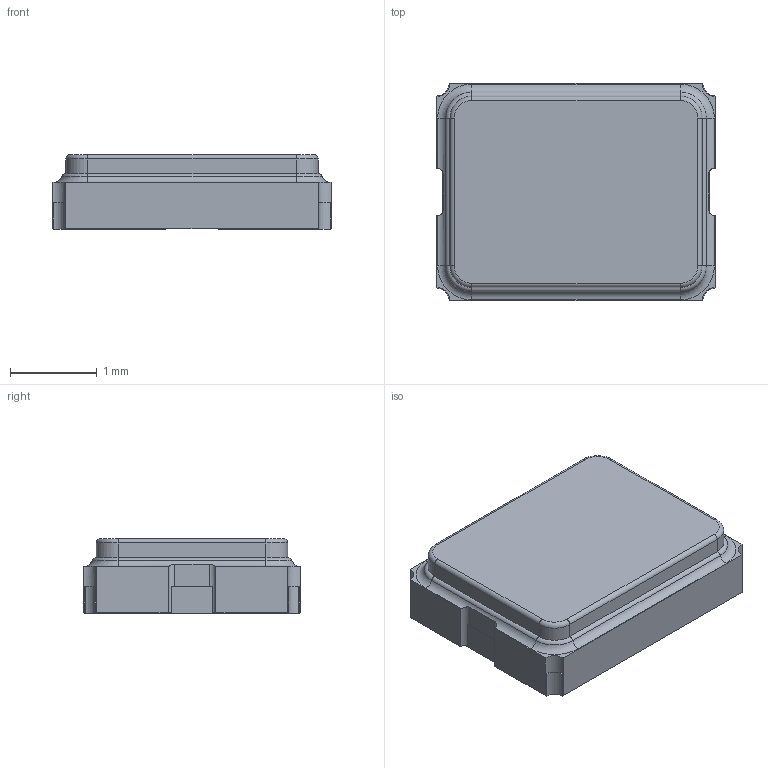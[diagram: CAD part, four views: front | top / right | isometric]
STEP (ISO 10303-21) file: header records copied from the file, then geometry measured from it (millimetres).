
FILE_DESCRIPTION (( 'STEP AP214' ), '1' );
FILE_NAME ('CRYSTAL-SMD_2P-L3.2-W2.5.STEP', '2022-01-11T03:24:18', ( '' ), ( '' ), 'SwSTEP 2.0', 'SolidWorks 2020', '' );
FILE_SCHEMA (( 'AUTOMOTIVE_DESIGN' ));
Length unit declared in the file: millimetre
Products named in the file (1): CRYSTAL-SMD_2P-L3.2-W2.5
Bounding box: 3.2 x 2.5 x 0.86 mm (x, y, z)
Volume: 6.3 mm3; surface area: 24.3 mm2
Topology: 1 solids, 1 shells, 143 faces, 378 edges, 244 vertices
Faces by surface type: plane 89, cylinder 28, bspline 14, torus 12
Entity records: 6115 total; most frequent: CARTESIAN_POINT 1627, ORIENTED_EDGE 756, DIRECTION 686, EDGE_CURVE 378, LINE 266, VECTOR 266, VERTEX_POINT 244, AXIS2_PLACEMENT_3D 210
